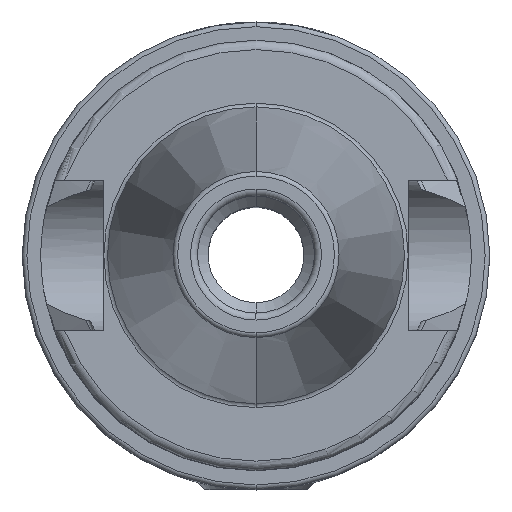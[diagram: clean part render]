
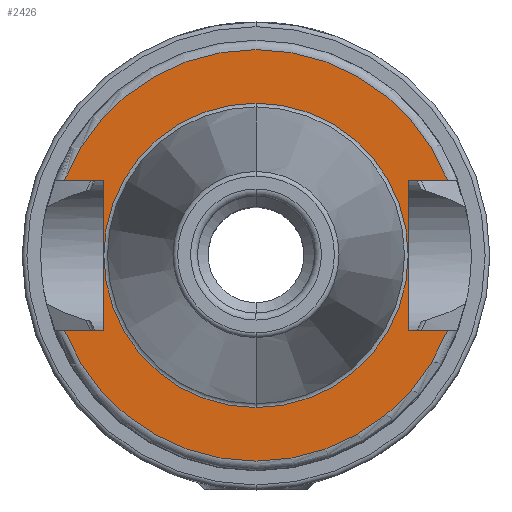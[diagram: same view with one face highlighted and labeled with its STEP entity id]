
A CAD part, top view. The second image highlights one B-rep face of the part: STEP entity #2426.
In plain terms, the highlighted planar face has unit normal (0, 0, 1).
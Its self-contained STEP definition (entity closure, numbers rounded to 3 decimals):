
#770=DIRECTION('',(1,0,0));
#771=VECTOR('',#770,4.174);
#772=CARTESIAN_POINT('',(-20.474,-8.05,20));
#773=LINE('',#772,#771);
#774=DIRECTION('',(0,1,0));
#775=VECTOR('',#774,16.1);
#776=CARTESIAN_POINT('',(-16.3,-8.05,20));
#777=LINE('',#776,#775);
#778=DIRECTION('',(1,0,0));
#779=VECTOR('',#778,4.174);
#780=CARTESIAN_POINT('',(-20.474,8.05,20));
#781=LINE('',#780,#779);
#782=DIRECTION('',(-1,0,0));
#783=VECTOR('',#782,4.174);
#784=CARTESIAN_POINT('',(20.474,8.05,20));
#785=LINE('',#784,#783);
#786=DIRECTION('',(0,-1,0));
#787=VECTOR('',#786,16.1);
#788=CARTESIAN_POINT('',(16.3,8.05,20));
#789=LINE('',#788,#787);
#790=DIRECTION('',(-1,0,0));
#791=VECTOR('',#790,4.174);
#792=CARTESIAN_POINT('',(20.474,-8.05,20));
#793=LINE('',#792,#791);
#804=CARTESIAN_POINT('',(0,0,20));
#805=DIRECTION('',(0,0,1));
#806=DIRECTION('',(0,1,0));
#807=AXIS2_PLACEMENT_3D('',#804,#805,#806);
#809=CARTESIAN_POINT('',(0,0,20));
#810=DIRECTION('',(0,0,-1));
#811=DIRECTION('',(0,1,0));
#812=AXIS2_PLACEMENT_3D('',#809,#810,#811);
#1049=CARTESIAN_POINT('',(0,0,20));
#1050=DIRECTION('',(0,0,1));
#1051=DIRECTION('',(-0.931,-0.366,0));
#1052=AXIS2_PLACEMENT_3D('',#1049,#1050,#1051);
#1066=CARTESIAN_POINT('',(0,0,20));
#1067=DIRECTION('',(0,0,1));
#1068=DIRECTION('',(0.931,0.366,0));
#1069=AXIS2_PLACEMENT_3D('',#1066,#1067,#1068);
#1365=CARTESIAN_POINT('',(-20.474,-8.05,20));
#1366=CARTESIAN_POINT('',(-16.3,-8.05,20));
#1367=VERTEX_POINT('',#1365);
#1368=VERTEX_POINT('',#1366);
#1369=CARTESIAN_POINT('',(-16.3,8.05,20));
#1370=VERTEX_POINT('',#1369);
#1371=CARTESIAN_POINT('',(-20.474,8.05,20));
#1372=VERTEX_POINT('',#1371);
#1373=CARTESIAN_POINT('',(16.3,8.05,20));
#1374=CARTESIAN_POINT('',(16.3,-8.05,20));
#1375=VERTEX_POINT('',#1373);
#1376=VERTEX_POINT('',#1374);
#1377=CARTESIAN_POINT('',(20.474,-8.05,20));
#1378=VERTEX_POINT('',#1377);
#1379=CARTESIAN_POINT('',(20.474,8.05,20));
#1380=VERTEX_POINT('',#1379);
#1427=CARTESIAN_POINT('',(0,16.275,20));
#1429=VERTEX_POINT('',#1427);
#1433=CARTESIAN_POINT('',(0,-16.275,20));
#1435=VERTEX_POINT('',#1433);
#2403=CARTESIAN_POINT('',(0,0,20));
#2404=DIRECTION('',(0,0,-1));
#2405=DIRECTION('',(0,-1,0));
#2406=AXIS2_PLACEMENT_3D('',#2403,#2404,#2405);
#2407=PLANE('',#2406);
#2408=ORIENTED_EDGE('',*,*,#2394,.T.);
#2409=ORIENTED_EDGE('',*,*,#2220,.T.);
#2410=ORIENTED_EDGE('',*,*,#2239,.F.);
#2412=ORIENTED_EDGE('',*,*,#2411,.F.);
#2413=ORIENTED_EDGE('',*,*,#2319,.T.);
#2414=ORIENTED_EDGE('',*,*,#2337,.T.);
#2415=ORIENTED_EDGE('',*,*,#2354,.F.);
#2417=ORIENTED_EDGE('',*,*,#2416,.F.);
#2418=EDGE_LOOP('',(#2408,#2409,#2410,#2412,#2413,#2414,#2415,#2417));
#2419=FACE_OUTER_BOUND('',#2418,.F.);
#2421=ORIENTED_EDGE('',*,*,#2420,.T.);
#2423=ORIENTED_EDGE('',*,*,#2422,.F.);
#2424=EDGE_LOOP('',(#2421,#2423));
#2425=FACE_BOUND('',#2424,.F.);
#2426=ADVANCED_FACE('',(#2419,#2425),#2407,.F.);
#808=CIRCLE('',#807,16.275);
#813=CIRCLE('',#812,16.275);
#1053=CIRCLE('',#1052,22);
#1070=CIRCLE('',#1069,22);
#2220=EDGE_CURVE('',#1368,#1370,#777,.T.);
#2239=EDGE_CURVE('',#1372,#1370,#781,.T.);
#2319=EDGE_CURVE('',#1380,#1375,#785,.T.);
#2337=EDGE_CURVE('',#1375,#1376,#789,.T.);
#2354=EDGE_CURVE('',#1378,#1376,#793,.T.);
#2394=EDGE_CURVE('',#1367,#1368,#773,.T.);
#2411=EDGE_CURVE('',#1380,#1372,#1070,.T.);
#2416=EDGE_CURVE('',#1367,#1378,#1053,.T.);
#2420=EDGE_CURVE('',#1429,#1435,#808,.T.);
#2422=EDGE_CURVE('',#1429,#1435,#813,.T.);
